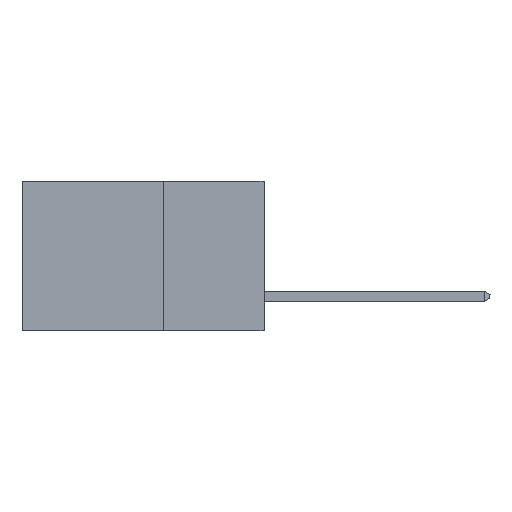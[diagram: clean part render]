
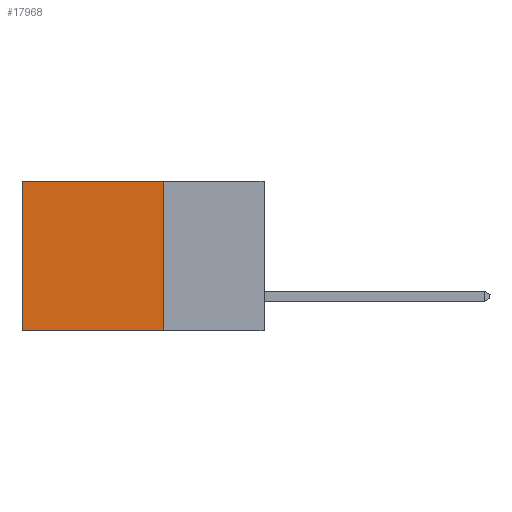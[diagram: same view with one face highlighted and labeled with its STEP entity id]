
A CAD part, left-side view. The second image highlights one B-rep face of the part: STEP entity #17968.
In plain terms, the highlighted planar face has unit normal (-1, 0, 0).
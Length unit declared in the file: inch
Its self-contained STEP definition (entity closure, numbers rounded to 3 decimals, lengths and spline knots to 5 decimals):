
#305 = DIRECTION ( 'NONE',  ( 0., 0., -1. ) ) ;
#776 = LINE ( 'NONE', #3607, #3294 ) ;
#779 = EDGE_LOOP ( 'NONE', ( #8949, #5970, #20055, #22928 ) ) ;
#2784 = EDGE_CURVE ( 'NONE', #20343, #8070, #8420, .T. ) ;
#2920 = PLANE ( 'NONE',  #19945 ) ;
#3294 = VECTOR ( 'NONE', #305, 39.37008 ) ;
#3361 = VERTEX_POINT ( 'NONE', #21592 ) ;
#3428 = CARTESIAN_POINT ( 'NONE',  ( 0.298, 0.25, 0. ) ) ;
#3581 = CARTESIAN_POINT ( 'NONE',  ( 0.298, 0.6, -0.37 ) ) ;
#3607 = CARTESIAN_POINT ( 'NONE',  ( 0.298, 0.6, 0. ) ) ;
#5763 = EDGE_CURVE ( 'NONE', #3361, #13649, #7647, .T. ) ;
#5970 = ORIENTED_EDGE ( 'NONE', *, *, #2784, .F. ) ;
#6459 = DIRECTION ( 'NONE',  ( 0., 0., -1. ) ) ;
#6923 = CARTESIAN_POINT ( 'NONE',  ( 0.298, 0.25, -0.37 ) ) ;
#7647 = LINE ( 'NONE', #8992, #14125 ) ;
#8070 = VERTEX_POINT ( 'NONE', #3581 ) ;
#8420 = LINE ( 'NONE', #10247, #18264 ) ;
#8949 = ORIENTED_EDGE ( 'NONE', *, *, #19817, .T. ) ;
#8992 = CARTESIAN_POINT ( 'NONE',  ( 0.298, 0.25, 0. ) ) ;
#9838 = CARTESIAN_POINT ( 'NONE',  ( 0.298, 0.6, 0. ) ) ;
#10247 = CARTESIAN_POINT ( 'NONE',  ( 0.298, 0.25, -0.37 ) ) ;
#10378 = VECTOR ( 'NONE', #15712, 39.37008 ) ;
#10863 = DIRECTION ( 'NONE',  ( 0., 1., 0. ) ) ;
#13649 = VERTEX_POINT ( 'NONE', #9838 ) ;
#14125 = VECTOR ( 'NONE', #17729, 39.37008 ) ;
#15477 = LINE ( 'NONE', #3428, #10378 ) ;
#15533 = DIRECTION ( 'NONE',  ( 1., 0., 0. ) ) ;
#15712 = DIRECTION ( 'NONE',  ( 0., 0., -1. ) ) ;
#15977 = EDGE_CURVE ( 'NONE', #3361, #20343, #15477, .T. ) ;
#16321 = FACE_OUTER_BOUND ( 'NONE', #779, .T. ) ;
#17729 = DIRECTION ( 'NONE',  ( 0., 1., 0. ) ) ;
#17968 = ADVANCED_FACE ( 'NONE', ( #16321 ), #2920, .F. ) ;
#18264 = VECTOR ( 'NONE', #10863, 39.37008 ) ;
#19817 = EDGE_CURVE ( 'NONE', #13649, #8070, #776, .T. ) ;
#19945 = AXIS2_PLACEMENT_3D ( 'NONE', #20979, #15533, #6459 ) ;
#20055 = ORIENTED_EDGE ( 'NONE', *, *, #15977, .F. ) ;
#20343 = VERTEX_POINT ( 'NONE', #6923 ) ;
#20979 = CARTESIAN_POINT ( 'NONE',  ( 0.298, 0.25, 0. ) ) ;
#21592 = CARTESIAN_POINT ( 'NONE',  ( 0.298, 0.25, 0. ) ) ;
#22928 = ORIENTED_EDGE ( 'NONE', *, *, #5763, .T. ) ;
